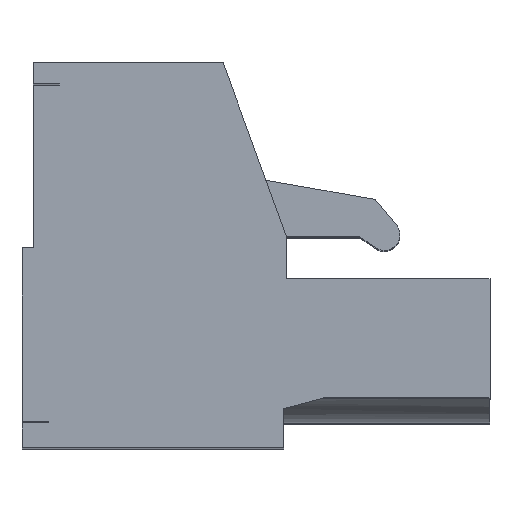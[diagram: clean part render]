
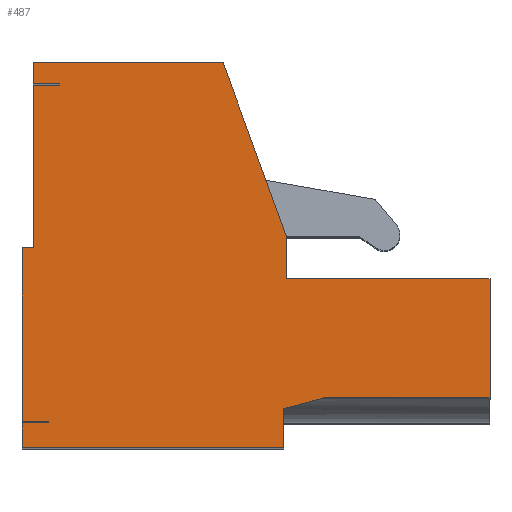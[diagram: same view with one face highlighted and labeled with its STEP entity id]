
A CAD part, top view. The second image highlights one B-rep face of the part: STEP entity #487.
In plain terms, the highlighted planar face has unit normal (0, 0, 1).
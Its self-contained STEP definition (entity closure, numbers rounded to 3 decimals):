
#487 = ADVANCED_FACE( '', ( #1132 ), #1133, .F. );
#1132 = FACE_OUTER_BOUND( '', #1954, .T. );
#1133 = PLANE( '', #1955 );
#1954 = EDGE_LOOP( '', ( #3343, #3344, #3345, #3346, #3347, #3348, #3349, #3350, #3351, #3352, #3353, #3354, #3355, #3356, #3357, #3358, #3359, #3360, #3361, #3362 ) );
#1955 = AXIS2_PLACEMENT_3D( '', #3363, #3364, #3365 );
#3343 = ORIENTED_EDGE( '', *, *, #4837, .T. );
#3344 = ORIENTED_EDGE( '', *, *, #4874, .T. );
#3345 = ORIENTED_EDGE( '', *, *, #4933, .T. );
#3346 = ORIENTED_EDGE( '', *, *, #4805, .T. );
#3347 = ORIENTED_EDGE( '', *, *, #5136, .T. );
#3348 = ORIENTED_EDGE( '', *, *, #4743, .T. );
#3349 = ORIENTED_EDGE( '', *, *, #5137, .F. );
#3350 = ORIENTED_EDGE( '', *, *, #5138, .T. );
#3351 = ORIENTED_EDGE( '', *, *, #5126, .F. );
#3352 = ORIENTED_EDGE( '', *, *, #5139, .T. );
#3353 = ORIENTED_EDGE( '', *, *, #4667, .T. );
#3354 = ORIENTED_EDGE( '', *, *, #4720, .T. );
#3355 = ORIENTED_EDGE( '', *, *, #4699, .T. );
#3356 = ORIENTED_EDGE( '', *, *, #5140, .T. );
#3357 = ORIENTED_EDGE( '', *, *, #5141, .F. );
#3358 = ORIENTED_EDGE( '', *, *, #5142, .T. );
#3359 = ORIENTED_EDGE( '', *, *, #5143, .T. );
#3360 = ORIENTED_EDGE( '', *, *, #5144, .T. );
#3361 = ORIENTED_EDGE( '', *, *, #5145, .T. );
#3362 = ORIENTED_EDGE( '', *, *, #5081, .T. );
#3363 = CARTESIAN_POINT( '', ( 273.592, 202.842, 125.44 ) );
#3364 = DIRECTION( '', ( 0., 0., -1. ) );
#3365 = DIRECTION( '', ( -1., 0., 0. ) );
#4667 = EDGE_CURVE( '', #5539, #5537, #5540, .T. );
#4699 = EDGE_CURVE( '', #5588, #5593, #5595, .T. );
#4720 = EDGE_CURVE( '', #5537, #5588, #5630, .T. );
#4743 = EDGE_CURVE( '', #5664, #5668, #5670, .T. );
#4805 = EDGE_CURVE( '', #5770, #5775, #5777, .T. );
#4837 = EDGE_CURVE( '', #5826, #5831, #5833, .T. );
#4874 = EDGE_CURVE( '', #5831, #5896, #5898, .T. );
#4933 = EDGE_CURVE( '', #5896, #5770, #5993, .T. );
#5081 = EDGE_CURVE( '', #6196, #5826, #6221, .T. );
#5126 = EDGE_CURVE( '', #6283, #6284, #6285, .T. );
#5136 = EDGE_CURVE( '', #5775, #5664, #6301, .T. );
#5137 = EDGE_CURVE( '', #6302, #5668, #6303, .T. );
#5138 = EDGE_CURVE( '', #6302, #6284, #6304, .T. );
#5139 = EDGE_CURVE( '', #6283, #5539, #6305, .T. );
#5140 = EDGE_CURVE( '', #5593, #6306, #6307, .T. );
#5141 = EDGE_CURVE( '', #6308, #6306, #6309, .T. );
#5142 = EDGE_CURVE( '', #6308, #6310, #6311, .T. );
#5143 = EDGE_CURVE( '', #6310, #6312, #6313, .T. );
#5144 = EDGE_CURVE( '', #6312, #6314, #6315, .T. );
#5145 = EDGE_CURVE( '', #6314, #6196, #6316, .T. );
#5537 = VERTEX_POINT( '', #6807 );
#5539 = VERTEX_POINT( '', #6810 );
#5540 = LINE( '', #6811, #6812 );
#5588 = VERTEX_POINT( '', #6880 );
#5593 = VERTEX_POINT( '', #6887 );
#5595 = LINE( '', #6890, #6891 );
#5630 = LINE( '', #6937, #6938 );
#5664 = VERTEX_POINT( '', #6980 );
#5668 = VERTEX_POINT( '', #6985 );
#5670 = LINE( '', #6988, #6989 );
#5770 = VERTEX_POINT( '', #7128 );
#5775 = VERTEX_POINT( '', #7135 );
#5777 = LINE( '', #7138, #7139 );
#5826 = VERTEX_POINT( '', #7208 );
#5831 = VERTEX_POINT( '', #7215 );
#5833 = LINE( '', #7218, #7219 );
#5896 = VERTEX_POINT( '', #7309 );
#5898 = LINE( '', #7312, #7313 );
#5993 = LINE( '', #7444, #7445 );
#6196 = VERTEX_POINT( '', #7727 );
#6221 = LINE( '', #7769, #7770 );
#6283 = VERTEX_POINT( '', #7855 );
#6284 = VERTEX_POINT( '', #7856 );
#6285 = LINE( '', #7857, #7858 );
#6301 = LINE( '', #7880, #7881 );
#6302 = VERTEX_POINT( '', #7882 );
#6303 = LINE( '', #7883, #7884 );
#6304 = LINE( '', #7885, #7886 );
#6305 = LINE( '', #7887, #7888 );
#6306 = VERTEX_POINT( '', #7889 );
#6307 = LINE( '', #7890, #7891 );
#6308 = VERTEX_POINT( '', #7892 );
#6309 = LINE( '', #7893, #7894 );
#6310 = VERTEX_POINT( '', #7895 );
#6311 = LINE( '', #7896, #7897 );
#6312 = VERTEX_POINT( '', #7898 );
#6313 = LINE( '', #7899, #7900 );
#6314 = VERTEX_POINT( '', #7901 );
#6315 = LINE( '', #7902, #7903 );
#6316 = LINE( '', #7904, #7905 );
#6807 = CARTESIAN_POINT( '', ( 262.844, 211.542, 125.44 ) );
#6810 = CARTESIAN_POINT( '', ( 265.392, 204.542, 125.44 ) );
#6811 = CARTESIAN_POINT( '', ( 263.026, 211.042, 125.44 ) );
#6812 = VECTOR( '', #8499, 1000. );
#6880 = CARTESIAN_POINT( '', ( 255.192, 211.542, 125.44 ) );
#6887 = CARTESIAN_POINT( '', ( 255.192, 210.692, 125.44 ) );
#6890 = CARTESIAN_POINT( '', ( 255.192, 210.382, 125.44 ) );
#6891 = VECTOR( '', #8529, 1000. );
#6937 = CARTESIAN_POINT( '', ( 255.042, 211.542, 125.44 ) );
#6938 = VECTOR( '', #8553, 1000. );
#6980 = CARTESIAN_POINT( '', ( 265.292, 197.615, 125.44 ) );
#6985 = CARTESIAN_POINT( '', ( 266.885, 198.042, 125.44 ) );
#6988 = CARTESIAN_POINT( '', ( 266.885, 198.042, 125.44 ) );
#6989 = VECTOR( '', #8588, 1000. );
#7128 = CARTESIAN_POINT( '', ( 254.742, 196.042, 125.44 ) );
#7135 = CARTESIAN_POINT( '', ( 265.292, 196.042, 125.44 ) );
#7138 = CARTESIAN_POINT( '', ( 265.392, 196.042, 125.44 ) );
#7139 = VECTOR( '', #8646, 1000. );
#7208 = CARTESIAN_POINT( '', ( 255.792, 197.092, 125.44 ) );
#7215 = CARTESIAN_POINT( '', ( 255.792, 197.042, 125.44 ) );
#7218 = CARTESIAN_POINT( '', ( 255.792, 197.042, 125.44 ) );
#7219 = VECTOR( '', #8673, 1000. );
#7309 = CARTESIAN_POINT( '', ( 254.742, 197.042, 125.44 ) );
#7312 = CARTESIAN_POINT( '', ( 254.542, 197.042, 125.44 ) );
#7313 = VECTOR( '', #8711, 1000. );
#7444 = CARTESIAN_POINT( '', ( 254.742, 196.042, 125.44 ) );
#7445 = VECTOR( '', #8778, 1000. );
#7727 = CARTESIAN_POINT( '', ( 254.742, 197.092, 125.44 ) );
#7769 = CARTESIAN_POINT( '', ( 256.942, 197.092, 125.44 ) );
#7770 = VECTOR( '', #8929, 1000. );
#7855 = CARTESIAN_POINT( '', ( 265.392, 202.842, 125.44 ) );
#7856 = CARTESIAN_POINT( '', ( 273.592, 202.842, 125.44 ) );
#7857 = CARTESIAN_POINT( '', ( 273.692, 202.842, 125.44 ) );
#7858 = VECTOR( '', #8977, 1000. );
#7880 = CARTESIAN_POINT( '', ( 265.292, 197.642, 125.44 ) );
#7881 = VECTOR( '', #8987, 1000. );
#7882 = CARTESIAN_POINT( '', ( 273.592, 198.042, 125.44 ) );
#7883 = CARTESIAN_POINT( '', ( 266.885, 198.042, 125.44 ) );
#7884 = VECTOR( '', #8988, 1000. );
#7885 = CARTESIAN_POINT( '', ( 273.592, 198.942, 125.44 ) );
#7886 = VECTOR( '', #8989, 1000. );
#7887 = CARTESIAN_POINT( '', ( 265.392, 197.642, 125.44 ) );
#7888 = VECTOR( '', #8990, 1000. );
#7889 = CARTESIAN_POINT( '', ( 256.242, 210.692, 125.44 ) );
#7890 = CARTESIAN_POINT( '', ( 255.742, 210.692, 125.44 ) );
#7891 = VECTOR( '', #8991, 1000. );
#7892 = CARTESIAN_POINT( '', ( 256.242, 210.642, 125.44 ) );
#7893 = CARTESIAN_POINT( '', ( 256.242, 210.232, 125.44 ) );
#7894 = VECTOR( '', #8992, 1000. );
#7895 = CARTESIAN_POINT( '', ( 255.192, 210.642, 125.44 ) );
#7896 = CARTESIAN_POINT( '', ( 255.942, 210.642, 125.44 ) );
#7897 = VECTOR( '', #8993, 1000. );
#7898 = CARTESIAN_POINT( '', ( 255.192, 204.092, 125.44 ) );
#7899 = CARTESIAN_POINT( '', ( 255.192, 203.542, 125.44 ) );
#7900 = VECTOR( '', #8994, 1000. );
#7901 = CARTESIAN_POINT( '', ( 254.742, 204.092, 125.44 ) );
#7902 = CARTESIAN_POINT( '', ( 254.742, 204.092, 125.44 ) );
#7903 = VECTOR( '', #8995, 1000. );
#7904 = CARTESIAN_POINT( '', ( 254.742, 196.742, 125.44 ) );
#7905 = VECTOR( '', #8996, 1000. );
#8499 = DIRECTION( '', ( -0.342, 0.94, 0. ) );
#8529 = DIRECTION( '', ( 0., -1., 0. ) );
#8553 = DIRECTION( '', ( -1., 0., 0. ) );
#8588 = DIRECTION( '', ( 0.966, 0.259, 0. ) );
#8646 = DIRECTION( '', ( 1., 0., 0. ) );
#8673 = DIRECTION( '', ( 0., -1., 0. ) );
#8711 = DIRECTION( '', ( -1., 0., 0. ) );
#8778 = DIRECTION( '', ( 0., -1., 0. ) );
#8929 = DIRECTION( '', ( 1., 0., 0. ) );
#8977 = DIRECTION( '', ( 1., 0., 0. ) );
#8987 = DIRECTION( '', ( 0., 1., 0. ) );
#8988 = DIRECTION( '', ( -1., 0., 0. ) );
#8989 = DIRECTION( '', ( 0., 1., 0. ) );
#8990 = DIRECTION( '', ( 0., 1., 0. ) );
#8991 = DIRECTION( '', ( 1., 0., 0. ) );
#8992 = DIRECTION( '', ( 0., 1., 0. ) );
#8993 = DIRECTION( '', ( -1., 0., 0. ) );
#8994 = DIRECTION( '', ( 0., -1., 0. ) );
#8995 = DIRECTION( '', ( -1., 0., 0. ) );
#8996 = DIRECTION( '', ( 0., -1., 0. ) );
